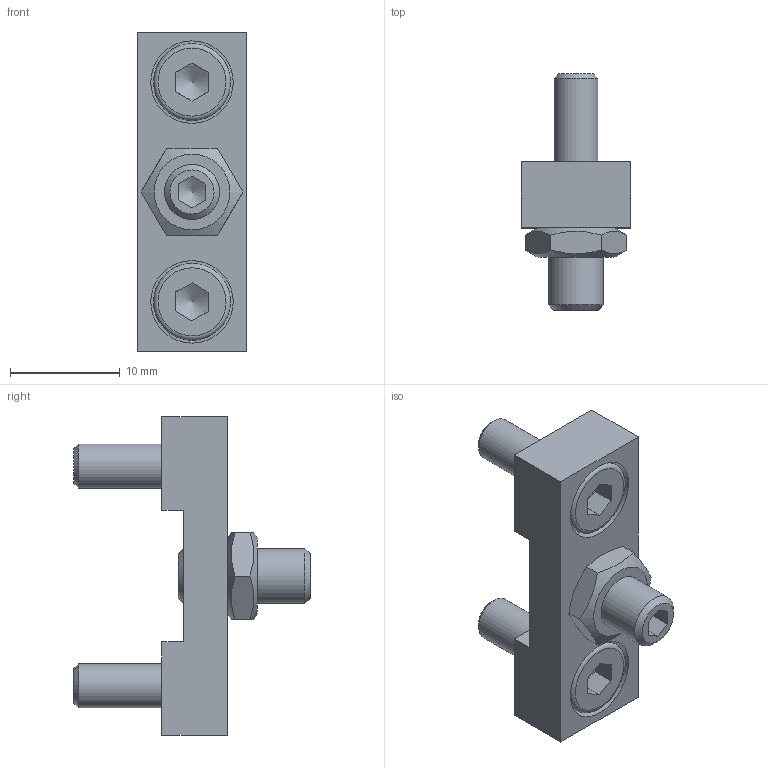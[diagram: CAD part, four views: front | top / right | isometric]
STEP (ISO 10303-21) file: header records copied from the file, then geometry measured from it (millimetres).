
FILE_DESCRIPTION(/* description */ (''),/* implementation_level */ '2;1');
FILE_NAME(/* name */ 'Z-PGC 20.stp',/* time_stamp */ '2019-11-05T15:50:44+01:00',/* author */ ('Emilio'),/* organization */ (''),/* preprocessor_version */ 'ST-DEVELOPER v17',/* originating_system */ 'Autodesk Inventor 2019',/* authorisation */ '');
FILE_SCHEMA (('AUTOMOTIVE_DESIGN { 1 0 10303 214 3 1 1 }'));
Length unit declared in the file: millimetre
Products named in the file (5): PGC 20-A8; PGC-20-TASSELLO; DIN EN ISO 4762 - M4 x 10 Acciaio, Carbonio; ISO 4035 - M5DIN EN Classe 8.8; DIN 913 - M5 x 12 Acciaio
Assembly tree (5 placements, depth 2):
  PGC 20-A8
    PGC-20-TASSELLO
    DIN EN ISO 4762 - M4 x 10 Acciaio, Carbonio  x2
    ISO 4035 - M5DIN EN Classe 8.8
    DIN 913 - M5 x 12 Acciaio
Bounding box: 10 x 21.51 x 29 mm (x, y, z)
Volume: 1865 mm3; surface area: 2274 mm2
Topology: 5 solids, 5 shells, 72 faces, 187 edges, 129 vertices
Faces by surface type: plane 46, cylinder 11, cone 11, torus 4
Full cylindrical faces by diameter (mm): 4 x2, 4.134 x2, 4.5 x2, 5 x1, 7 x2, 7.5 x2
Entity records: 1940 total; most frequent: CARTESIAN_POINT 361, DIRECTION 300, ORIENTED_EDGE 288, EDGE_CURVE 144, AXIS2_PLACEMENT_3D 114, VERTEX_POINT 100, LINE 72, VECTOR 72
